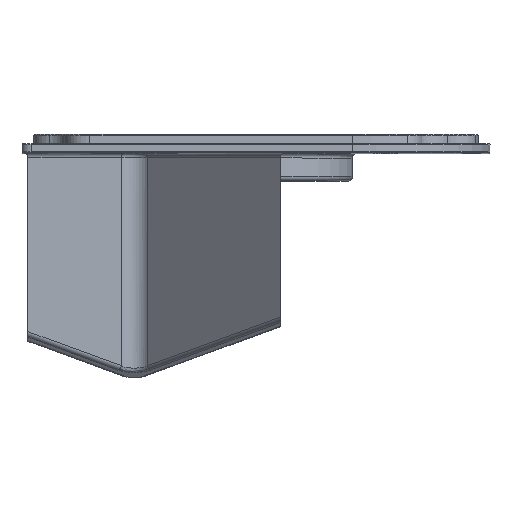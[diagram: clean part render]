
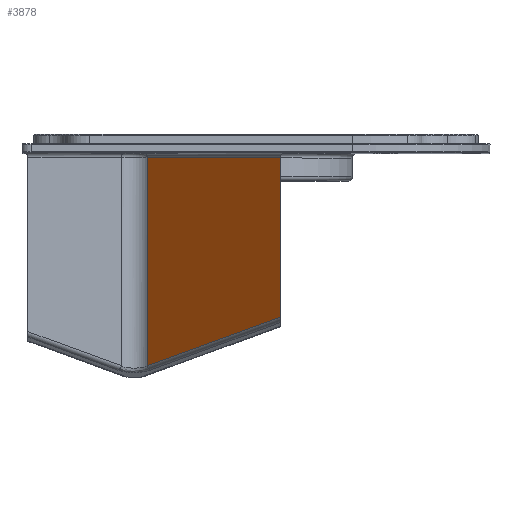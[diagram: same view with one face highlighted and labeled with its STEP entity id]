
A CAD part, top view. The second image highlights one B-rep face of the part: STEP entity #3878.
In plain terms, the highlighted planar face has unit normal (-0.707, 0, 0.707).
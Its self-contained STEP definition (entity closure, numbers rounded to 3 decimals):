
#1410=DIRECTION('',(0.,-1.,0.));
#1411=VECTOR('',#1410,45.344);
#1412=CARTESIAN_POINT('',(-23.722,-1.,61.828));
#1413=LINE('',#1412,#1411);
#1414=DIRECTION('',(-0.707,0.,-0.707));
#1415=VECTOR('',#1414,41.043);
#1416=CARTESIAN_POINT('',(5.3,-1.,90.85));
#1417=LINE('',#1416,#1415);
#1418=DIRECTION('',(0.,-1.,0.));
#1419=VECTOR('',#1418,34.781);
#1420=CARTESIAN_POINT('',(5.3,-1.,90.85));
#1421=LINE('',#1420,#1419);
#1422=DIRECTION('',(0.685,0.249,0.685));
#1423=VECTOR('',#1422,42.38);
#1424=CARTESIAN_POINT('',(-23.722,-46.344,
61.828));
#1425=LINE('',#1424,#1423);
#1792=CARTESIAN_POINT('',(-23.722,-1.,61.828));
#1793=CARTESIAN_POINT('',(-23.722,-46.344,
61.828));
#1794=VERTEX_POINT('',#1792);
#1795=VERTEX_POINT('',#1793);
#1808=CARTESIAN_POINT('',(5.3,-1.,90.85));
#1809=VERTEX_POINT('',#1808);
#1834=CARTESIAN_POINT('',(5.3,-35.781,90.85));
#1835=VERTEX_POINT('',#1834);
#3866=CARTESIAN_POINT('',(5.3,0.,90.85));
#3867=DIRECTION('',(-0.707,0.,0.707));
#3868=DIRECTION('',(-0.707,0.,-0.707));
#3869=AXIS2_PLACEMENT_3D('',#3866,#3867,#3868);
#3870=PLANE('',#3869);
#3871=ORIENTED_EDGE('',*,*,#3638,.F.);
#3872=ORIENTED_EDGE('',*,*,#3666,.F.);
#3874=ORIENTED_EDGE('',*,*,#3873,.T.);
#3875=ORIENTED_EDGE('',*,*,#3859,.F.);
#3876=EDGE_LOOP('',(#3871,#3872,#3874,#3875));
#3877=FACE_OUTER_BOUND('',#3876,.F.);
#3878=ADVANCED_FACE('',(#3877),#3870,.T.);
#3638=EDGE_CURVE('',#1794,#1795,#1413,.T.);
#3666=EDGE_CURVE('',#1809,#1794,#1417,.T.);
#3859=EDGE_CURVE('',#1795,#1835,#1425,.T.);
#3873=EDGE_CURVE('',#1809,#1835,#1421,.T.);
